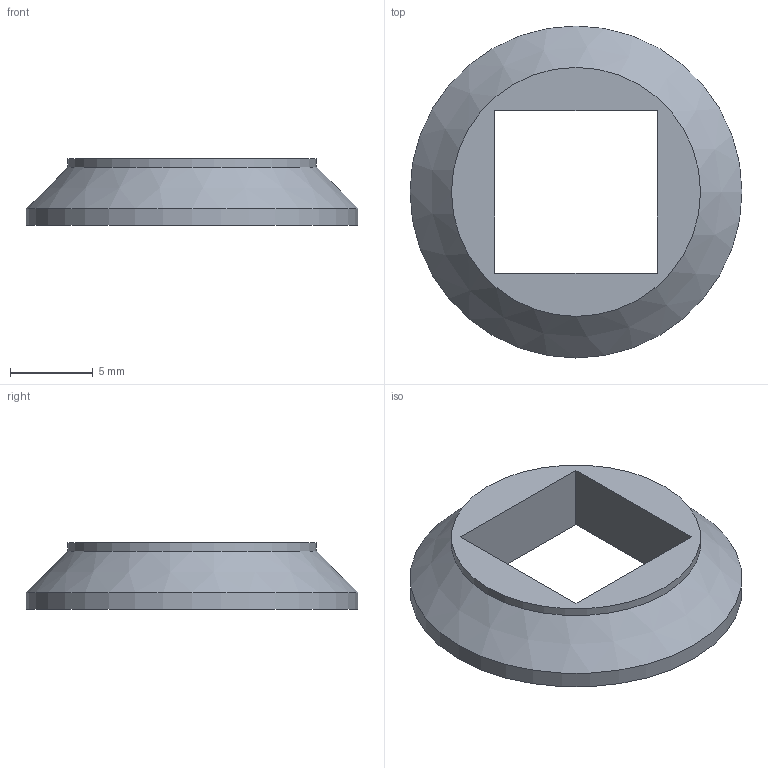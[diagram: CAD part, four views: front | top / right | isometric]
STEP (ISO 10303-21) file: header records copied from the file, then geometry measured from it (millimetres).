
FILE_DESCRIPTION(('Open CASCADE Model'),'2;1');
FILE_NAME('Open CASCADE Shape Model','2024-12-19T01:26:49',('Author'),( 'Open CASCADE'),'Open CASCADE STEP processor 7.7','Open CASCADE 7.7' ,'Unknown');
FILE_SCHEMA(('AUTOMOTIVE_DESIGN { 1 0 10303 214 1 1 1 1 }'));
Length unit declared in the file: millimetre
Products named in the file (1): COMPOUND
Bounding box: 20 x 20 x 4 mm (x, y, z)
Volume: 623.8 mm3; surface area: 736.4 mm2
Topology: 1 solids, 1 shells, 9 faces, 19 edges, 12 vertices
Faces by surface type: plane 6, cylinder 2, cone 1
Full cylindrical faces by diameter (mm): 15 x1, 20 x1
Entity records: 500 total; most frequent: CARTESIAN_POINT 81, DIRECTION 79, LINE 49, VECTOR 49, ORIENTED_EDGE 38, PCURVE 38, DEFINITIONAL_REPRESENTATION 38, EDGE_CURVE 19
